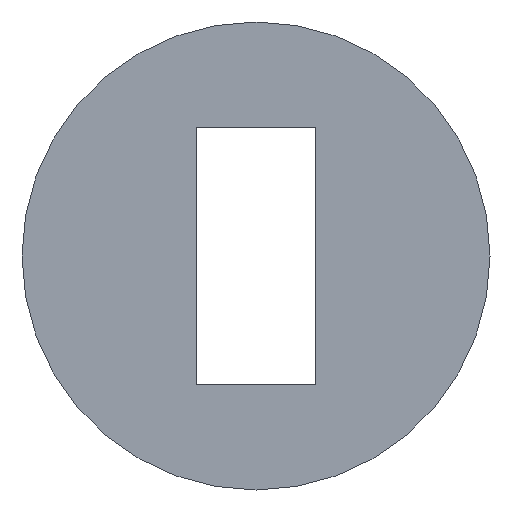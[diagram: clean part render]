
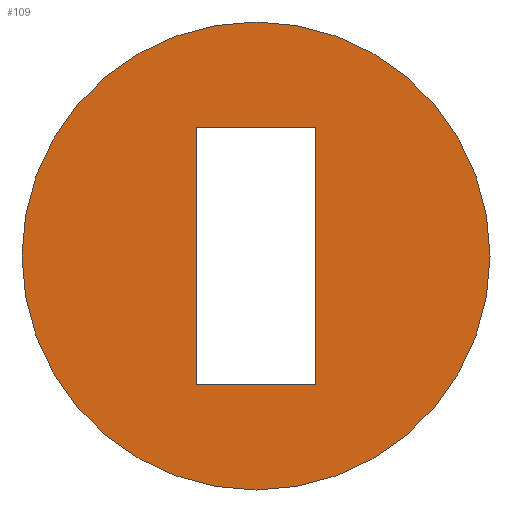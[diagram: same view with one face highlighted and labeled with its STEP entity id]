
A CAD part, left-side view. The second image highlights one B-rep face of the part: STEP entity #109.
In plain terms, the highlighted planar face has unit normal (-1, 0, 0).
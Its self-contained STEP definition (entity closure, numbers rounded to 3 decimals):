
#52=CARTESIAN_POINT('Axis2P3D Location',(98.,0.,0.)) ;
#57=CARTESIAN_POINT('Axis2P3D Location',(98.,0.,-2.5)) ;
#61=CARTESIAN_POINT('Vertex',(98.,5.087,-2.5)) ;
#63=CARTESIAN_POINT('Vertex',(98.,-5.087,-2.5)) ;
#66=CARTESIAN_POINT('Axis2P3D Location',(98.,0.,-2.5)) ;
#75=CARTESIAN_POINT('Line Origine',(98.,0.,-5.3)) ;
#79=CARTESIAN_POINT('Vertex',(98.,-1.3,-5.3)) ;
#81=CARTESIAN_POINT('Vertex',(98.,1.3,-5.3)) ;
#84=CARTESIAN_POINT('Line Origine',(98.,1.3,-2.5)) ;
#88=CARTESIAN_POINT('Vertex',(98.,1.3,0.3)) ;
#91=CARTESIAN_POINT('Line Origine',(98.,0.,0.3)) ;
#95=CARTESIAN_POINT('Vertex',(98.,-1.3,0.3)) ;
#98=CARTESIAN_POINT('Line Origine',(98.,-1.3,-2.5)) ;
#53=DIRECTION('Axis2P3D Direction',(1.,-0.,0.)) ;
#54=DIRECTION('Axis2P3D XDirection',(0.,1.,-0.)) ;
#58=DIRECTION('Axis2P3D Direction',(1.,-0.,0.)) ;
#67=DIRECTION('Axis2P3D Direction',(1.,-0.,0.)) ;
#76=DIRECTION('Vector Direction',(0.,-1.,0.)) ;
#85=DIRECTION('Vector Direction',(0.,0.,-1.)) ;
#92=DIRECTION('Vector Direction',(0.,1.,0.)) ;
#99=DIRECTION('Vector Direction',(0.,0.,1.)) ;
#55=AXIS2_PLACEMENT_3D('Plane Axis2P3D',#52,#53,#54) ;
#59=AXIS2_PLACEMENT_3D('Circle Axis2P3D',#57,#58,$) ;
#68=AXIS2_PLACEMENT_3D('Circle Axis2P3D',#66,#67,$) ;
#72=ORIENTED_EDGE('',*,*,#65,.F.) ;
#73=ORIENTED_EDGE('',*,*,#70,.F.) ;
#104=ORIENTED_EDGE('',*,*,#83,.T.) ;
#105=ORIENTED_EDGE('',*,*,#90,.T.) ;
#106=ORIENTED_EDGE('',*,*,#97,.T.) ;
#107=ORIENTED_EDGE('',*,*,#102,.T.) ;
#108=FACE_BOUND('',#103,.T.) ;
#77=VECTOR('Line Direction',#76,1.) ;
#86=VECTOR('Line Direction',#85,1.) ;
#93=VECTOR('Line Direction',#92,1.) ;
#100=VECTOR('Line Direction',#99,1.) ;
#109=ADVANCED_FACE('Washer 5',(#74,#108),#56,.F.) ;
#60=CIRCLE('generated circle',#59,5.087) ;
#69=CIRCLE('generated circle',#68,5.087) ;
#65=EDGE_CURVE('',#62,#64,#60,.T.) ;
#70=EDGE_CURVE('',#64,#62,#69,.T.) ;
#83=EDGE_CURVE('',#80,#82,#78,.F.) ;
#90=EDGE_CURVE('',#82,#89,#87,.F.) ;
#97=EDGE_CURVE('',#89,#96,#94,.F.) ;
#102=EDGE_CURVE('',#96,#80,#101,.F.) ;
#71=EDGE_LOOP('',(#72,#73)) ;
#103=EDGE_LOOP('',(#104,#105,#106,#107)) ;
#74=FACE_OUTER_BOUND('',#71,.T.) ;
#78=LINE('Line',#75,#77) ;
#87=LINE('Line',#84,#86) ;
#94=LINE('Line',#91,#93) ;
#101=LINE('Line',#98,#100) ;
#56=PLANE('Plane',#55) ;
#62=VERTEX_POINT('',#61) ;
#64=VERTEX_POINT('',#63) ;
#80=VERTEX_POINT('',#79) ;
#82=VERTEX_POINT('',#81) ;
#89=VERTEX_POINT('',#88) ;
#96=VERTEX_POINT('',#95) ;
